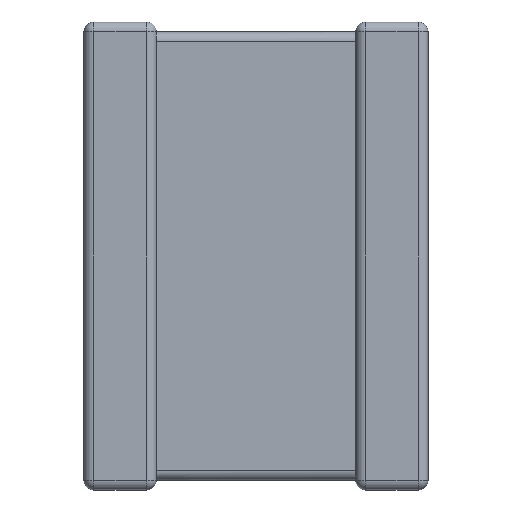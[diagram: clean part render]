
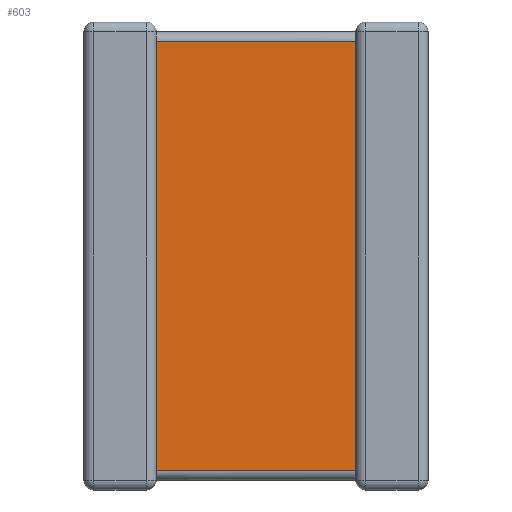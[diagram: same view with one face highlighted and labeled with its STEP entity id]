
A CAD part, front view. The second image highlights one B-rep face of the part: STEP entity #603.
In plain terms, the highlighted planar face has unit normal (0, -1, 0).
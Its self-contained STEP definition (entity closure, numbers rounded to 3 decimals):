
#143 = DIRECTION ( 'NONE',  ( 0., 0., 1. ) ) ;
#179 = EDGE_CURVE ( 'NONE', #2757, #1708, #3610, .T. ) ;
#270 = VECTOR ( 'NONE', #3328, 1000. ) ;
#366 = DIRECTION ( 'NONE',  ( 0., 0., -1. ) ) ;
#480 = LINE ( 'NONE', #3076, #4032 ) ;
#603 = ADVANCED_FACE ( 'NONE', ( #2345 ), #2478, .T. ) ;
#606 = LINE ( 'NONE', #997, #3310 ) ;
#847 = CARTESIAN_POINT ( 'NONE',  ( 1.05, 0.141, -6.8 ) ) ;
#875 = CARTESIAN_POINT ( 'NONE',  ( 1.05, 0.141, -0.283 ) ) ;
#979 = VECTOR ( 'NONE', #143, 1000. ) ;
#997 = CARTESIAN_POINT ( 'NONE',  ( 3.95, 0.141, -6.8 ) ) ;
#1343 = ORIENTED_EDGE ( 'NONE', *, *, #4281, .T. ) ;
#1353 = DIRECTION ( 'NONE',  ( 0., 0., 1. ) ) ;
#1401 = DIRECTION ( 'NONE',  ( 0., -1., 0. ) ) ;
#1708 = VERTEX_POINT ( 'NONE', #3107 ) ;
#1805 = VERTEX_POINT ( 'NONE', #875 ) ;
#1917 = EDGE_CURVE ( 'NONE', #1708, #2469, #606, .T. ) ;
#2307 = ORIENTED_EDGE ( 'NONE', *, *, #179, .T. ) ;
#2345 = FACE_OUTER_BOUND ( 'NONE', #3234, .T. ) ;
#2469 = VERTEX_POINT ( 'NONE', #3101 ) ;
#2478 = PLANE ( 'NONE',  #2720 ) ;
#2720 = AXIS2_PLACEMENT_3D ( 'NONE', #4224, #1401, #366 ) ;
#2757 = VERTEX_POINT ( 'NONE', #3049 ) ;
#3018 = DIRECTION ( 'NONE',  ( -1., 0., 0. ) ) ;
#3049 = CARTESIAN_POINT ( 'NONE',  ( 1.05, 0.141, -6.517 ) ) ;
#3076 = CARTESIAN_POINT ( 'NONE',  ( 1.05, 0.141, -0.283 ) ) ;
#3101 = CARTESIAN_POINT ( 'NONE',  ( 3.95, 0.141, -0.283 ) ) ;
#3107 = CARTESIAN_POINT ( 'NONE',  ( 3.95, 0.141, -6.517 ) ) ;
#3234 = EDGE_LOOP ( 'NONE', ( #3486, #2307, #3919, #1343 ) ) ;
#3310 = VECTOR ( 'NONE', #1353, 1000. ) ;
#3315 = CARTESIAN_POINT ( 'NONE',  ( 3.95, 0.141, -6.517 ) ) ;
#3328 = DIRECTION ( 'NONE',  ( 1., 0., 0. ) ) ;
#3454 = EDGE_CURVE ( 'NONE', #2757, #1805, #4105, .T. ) ;
#3486 = ORIENTED_EDGE ( 'NONE', *, *, #3454, .F. ) ;
#3610 = LINE ( 'NONE', #3315, #270 ) ;
#3919 = ORIENTED_EDGE ( 'NONE', *, *, #1917, .T. ) ;
#4032 = VECTOR ( 'NONE', #3018, 1000. ) ;
#4105 = LINE ( 'NONE', #847, #979 ) ;
#4224 = CARTESIAN_POINT ( 'NONE',  ( 1.05, 0.141, -6.8 ) ) ;
#4281 = EDGE_CURVE ( 'NONE', #2469, #1805, #480, .T. ) ;
